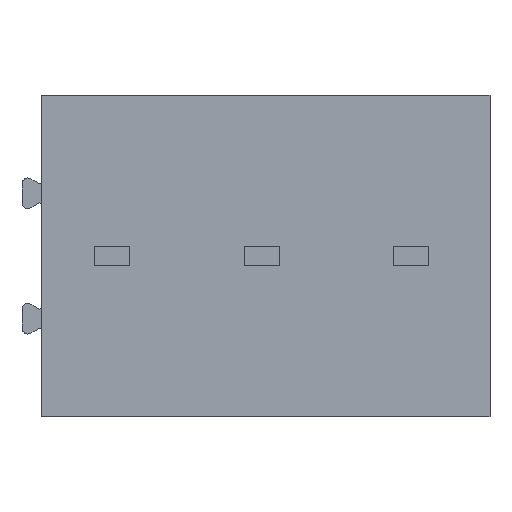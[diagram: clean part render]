
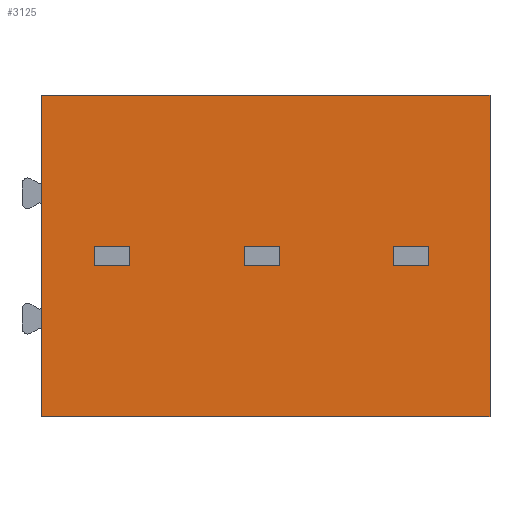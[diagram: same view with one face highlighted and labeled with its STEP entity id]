
A CAD part, front view. The second image highlights one B-rep face of the part: STEP entity #3125.
In plain terms, the highlighted planar face has unit normal (0, -1, 0).
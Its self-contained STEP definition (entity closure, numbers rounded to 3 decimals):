
#136=DIRECTION('',(0.,0.,-1.));
#137=VECTOR('',#136,8.2);
#138=CARTESIAN_POINT('',(5.715,-12.6,0.));
#139=LINE('',#138,#137);
#712=DIRECTION('',(0.,0.,-1.));
#713=VECTOR('',#712,8.2);
#714=CARTESIAN_POINT('',(-5.715,-12.6,0.));
#715=LINE('',#714,#713);
#776=DIRECTION('',(-1.,0.,0.));
#777=VECTOR('',#776,11.43);
#778=CARTESIAN_POINT('',(5.715,-12.6,0.));
#779=LINE('',#778,#777);
#780=DIRECTION('',(0.,0.,1.));
#781=VECTOR('',#780,0.5);
#782=CARTESIAN_POINT('',(-3.465,-12.6,-4.35));
#783=LINE('',#782,#781);
#784=DIRECTION('',(-1.,0.,0.));
#785=VECTOR('',#784,0.9);
#786=CARTESIAN_POINT('',(-3.465,-12.6,-3.85));
#787=LINE('',#786,#785);
#788=DIRECTION('',(0.,0.,-1.));
#789=VECTOR('',#788,0.5);
#790=CARTESIAN_POINT('',(-4.365,-12.6,-3.85));
#791=LINE('',#790,#789);
#792=DIRECTION('',(1.,0.,0.));
#793=VECTOR('',#792,0.9);
#794=CARTESIAN_POINT('',(-4.365,-12.6,-4.35));
#795=LINE('',#794,#793);
#796=DIRECTION('',(0.,0.,1.));
#797=VECTOR('',#796,0.5);
#798=CARTESIAN_POINT('',(0.345,-12.6,-4.35));
#799=LINE('',#798,#797);
#800=DIRECTION('',(-1.,0.,0.));
#801=VECTOR('',#800,0.9);
#802=CARTESIAN_POINT('',(0.345,-12.6,-3.85));
#803=LINE('',#802,#801);
#804=DIRECTION('',(0.,0.,-1.));
#805=VECTOR('',#804,0.5);
#806=CARTESIAN_POINT('',(-0.555,-12.6,-3.85));
#807=LINE('',#806,#805);
#808=DIRECTION('',(1.,0.,0.));
#809=VECTOR('',#808,0.9);
#810=CARTESIAN_POINT('',(-0.555,-12.6,-4.35));
#811=LINE('',#810,#809);
#812=DIRECTION('',(0.,0.,1.));
#813=VECTOR('',#812,0.5);
#814=CARTESIAN_POINT('',(4.155,-12.6,-4.35));
#815=LINE('',#814,#813);
#816=DIRECTION('',(-1.,0.,0.));
#817=VECTOR('',#816,0.9);
#818=CARTESIAN_POINT('',(4.155,-12.6,-3.85));
#819=LINE('',#818,#817);
#820=DIRECTION('',(0.,0.,-1.));
#821=VECTOR('',#820,0.5);
#822=CARTESIAN_POINT('',(3.255,-12.6,-3.85));
#823=LINE('',#822,#821);
#824=DIRECTION('',(1.,0.,0.));
#825=VECTOR('',#824,0.9);
#826=CARTESIAN_POINT('',(3.255,-12.6,-4.35));
#827=LINE('',#826,#825);
#828=DIRECTION('',(-1.,0.,0.));
#829=VECTOR('',#828,11.43);
#830=CARTESIAN_POINT('',(5.715,-12.6,-8.2));
#831=LINE('',#830,#829);
#1794=CARTESIAN_POINT('',(5.715,-12.6,-8.2));
#1796=VERTEX_POINT('',#1794);
#1802=CARTESIAN_POINT('',(5.715,-12.6,0.));
#1803=VERTEX_POINT('',#1802);
#1804=CARTESIAN_POINT('',(-5.715,-12.6,-8.2));
#1806=VERTEX_POINT('',#1804);
#1812=CARTESIAN_POINT('',(-5.715,-12.6,0.));
#1813=VERTEX_POINT('',#1812);
#2166=CARTESIAN_POINT('',(-3.465,-12.6,-4.35));
#2167=CARTESIAN_POINT('',(-3.465,-12.6,-3.85));
#2168=VERTEX_POINT('',#2166);
#2169=VERTEX_POINT('',#2167);
#2170=CARTESIAN_POINT('',(-4.365,-12.6,-3.85));
#2171=VERTEX_POINT('',#2170);
#2172=CARTESIAN_POINT('',(-4.365,-12.6,-4.35));
#2173=VERTEX_POINT('',#2172);
#2182=CARTESIAN_POINT('',(0.345,-12.6,-4.35));
#2183=CARTESIAN_POINT('',(0.345,-12.6,-3.85));
#2184=VERTEX_POINT('',#2182);
#2185=VERTEX_POINT('',#2183);
#2186=CARTESIAN_POINT('',(-0.555,-12.6,-3.85));
#2187=VERTEX_POINT('',#2186);
#2188=CARTESIAN_POINT('',(-0.555,-12.6,-4.35));
#2189=VERTEX_POINT('',#2188);
#2310=CARTESIAN_POINT('',(4.155,-12.6,-4.35));
#2311=CARTESIAN_POINT('',(4.155,-12.6,-3.85));
#2312=VERTEX_POINT('',#2310);
#2313=VERTEX_POINT('',#2311);
#2314=CARTESIAN_POINT('',(3.255,-12.6,-3.85));
#2315=VERTEX_POINT('',#2314);
#2316=CARTESIAN_POINT('',(3.255,-12.6,-4.35));
#2317=VERTEX_POINT('',#2316);
#3083=CARTESIAN_POINT('',(5.715,-12.6,0.));
#3084=DIRECTION('',(0.,-1.,0.));
#3085=DIRECTION('',(0.,0.,-1.));
#3086=AXIS2_PLACEMENT_3D('',#3083,#3084,#3085);
#3087=PLANE('',#3086);
#3088=ORIENTED_EDGE('',*,*,#2355,.T.);
#3090=ORIENTED_EDGE('',*,*,#3089,.T.);
#3091=ORIENTED_EDGE('',*,*,#3050,.F.);
#3092=ORIENTED_EDGE('',*,*,#2428,.F.);
#3093=EDGE_LOOP('',(#3088,#3090,#3091,#3092));
#3094=FACE_OUTER_BOUND('',#3093,.F.);
#3096=ORIENTED_EDGE('',*,*,#3095,.T.);
#3098=ORIENTED_EDGE('',*,*,#3097,.T.);
#3100=ORIENTED_EDGE('',*,*,#3099,.T.);
#3102=ORIENTED_EDGE('',*,*,#3101,.T.);
#3103=EDGE_LOOP('',(#3096,#3098,#3100,#3102));
#3104=FACE_BOUND('',#3103,.F.);
#3106=ORIENTED_EDGE('',*,*,#3105,.T.);
#3108=ORIENTED_EDGE('',*,*,#3107,.T.);
#3110=ORIENTED_EDGE('',*,*,#3109,.T.);
#3112=ORIENTED_EDGE('',*,*,#3111,.T.);
#3113=EDGE_LOOP('',(#3106,#3108,#3110,#3112));
#3114=FACE_BOUND('',#3113,.F.);
#3116=ORIENTED_EDGE('',*,*,#3115,.T.);
#3118=ORIENTED_EDGE('',*,*,#3117,.T.);
#3120=ORIENTED_EDGE('',*,*,#3119,.T.);
#3122=ORIENTED_EDGE('',*,*,#3121,.T.);
#3123=EDGE_LOOP('',(#3116,#3118,#3120,#3122));
#3124=FACE_BOUND('',#3123,.F.);
#3125=ADVANCED_FACE('',(#3094,#3104,#3114,#3124),#3087,.T.);
#2355=EDGE_CURVE('',#1803,#1796,#139,.T.);
#2428=EDGE_CURVE('',#1803,#1813,#779,.T.);
#3050=EDGE_CURVE('',#1813,#1806,#715,.T.);
#3089=EDGE_CURVE('',#1796,#1806,#831,.T.);
#3095=EDGE_CURVE('',#2168,#2169,#783,.T.);
#3097=EDGE_CURVE('',#2169,#2171,#787,.T.);
#3099=EDGE_CURVE('',#2171,#2173,#791,.T.);
#3101=EDGE_CURVE('',#2173,#2168,#795,.T.);
#3105=EDGE_CURVE('',#2184,#2185,#799,.T.);
#3107=EDGE_CURVE('',#2185,#2187,#803,.T.);
#3109=EDGE_CURVE('',#2187,#2189,#807,.T.);
#3111=EDGE_CURVE('',#2189,#2184,#811,.T.);
#3115=EDGE_CURVE('',#2312,#2313,#815,.T.);
#3117=EDGE_CURVE('',#2313,#2315,#819,.T.);
#3119=EDGE_CURVE('',#2315,#2317,#823,.T.);
#3121=EDGE_CURVE('',#2317,#2312,#827,.T.);
